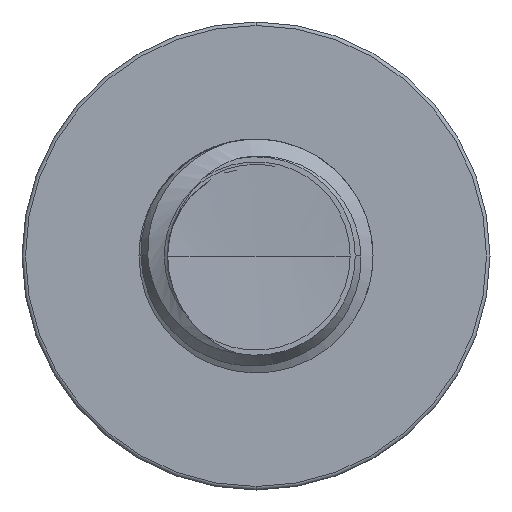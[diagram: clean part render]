
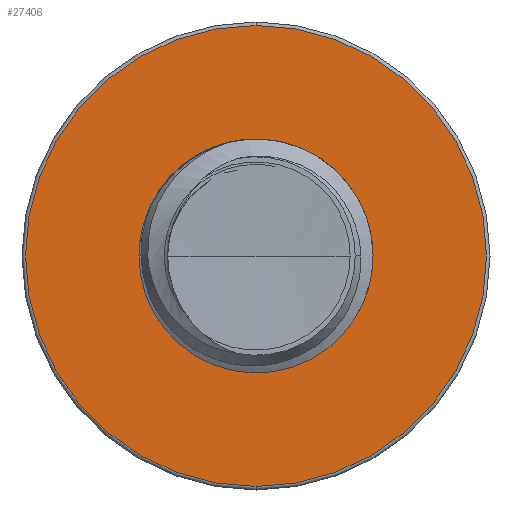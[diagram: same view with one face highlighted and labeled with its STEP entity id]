
A CAD part, front view. The second image highlights one B-rep face of the part: STEP entity #27406.
In plain terms, the highlighted planar face has unit normal (0, -1, 0).
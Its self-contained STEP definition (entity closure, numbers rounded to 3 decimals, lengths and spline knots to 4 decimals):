
#163 = CARTESIAN_POINT ( 'NONE',  ( 0., 7., -1.97 ) ) ;
#692 = AXIS2_PLACEMENT_3D ( 'NONE', #25346, #18294, #4020 ) ;
#1637 = PLANE ( 'NONE',  #692 ) ;
#2013 = VERTEX_POINT ( 'NONE', #10694 ) ;
#2092 = EDGE_LOOP ( 'NONE', ( #30667, #25274 ) ) ;
#2132 = CARTESIAN_POINT ( 'NONE',  ( 0., 7., 0.9692 ) ) ;
#3562 = DIRECTION ( 'NONE',  ( 0., 0., -1. ) ) ;
#3592 = DIRECTION ( 'NONE',  ( 0., -1., 0. ) ) ;
#3628 = CARTESIAN_POINT ( 'NONE',  ( 0., 7., 0. ) ) ;
#3910 = CIRCLE ( 'NONE', #16172, 1.97 ) ;
#4020 = DIRECTION ( 'NONE',  ( 0., 0., -1. ) ) ;
#4314 = FACE_OUTER_BOUND ( 'NONE', #2092, .T. ) ;
#4570 = EDGE_CURVE ( 'NONE', #2013, #5708, #17887, .T. ) ;
#5331 = DIRECTION ( 'NONE',  ( 0., -1., 0. ) ) ;
#5708 = VERTEX_POINT ( 'NONE', #2132 ) ;
#5712 = AXIS2_PLACEMENT_3D ( 'NONE', #3628, #3592, #3562 ) ;
#6247 = EDGE_LOOP ( 'NONE', ( #13487, #26013 ) ) ;
#6355 = CIRCLE ( 'NONE', #11408, 0.9692 ) ;
#8536 = EDGE_CURVE ( 'NONE', #5708, #2013, #6355, .T. ) ;
#10537 = DIRECTION ( 'NONE',  ( 0., -1., 0. ) ) ;
#10694 = CARTESIAN_POINT ( 'NONE',  ( 0., 7., -0.9692 ) ) ;
#11408 = AXIS2_PLACEMENT_3D ( 'NONE', #24594, #10537, #26971 ) ;
#12062 = CARTESIAN_POINT ( 'NONE',  ( 0., 7., 0. ) ) ;
#13487 = ORIENTED_EDGE ( 'NONE', *, *, #4570, .F. ) ;
#14409 = DIRECTION ( 'NONE',  ( 0., 0., -1. ) ) ;
#14629 = AXIS2_PLACEMENT_3D ( 'NONE', #19555, #5331, #21949 ) ;
#16172 = AXIS2_PLACEMENT_3D ( 'NONE', #12062, #28488, #14409 ) ;
#17887 = CIRCLE ( 'NONE', #5712, 0.9692 ) ;
#18294 = DIRECTION ( 'NONE',  ( 0., -1., 0. ) ) ;
#19096 = EDGE_CURVE ( 'NONE', #26982, #23857, #27823, .T. ) ;
#19555 = CARTESIAN_POINT ( 'NONE',  ( 0., 7., 0. ) ) ;
#21949 = DIRECTION ( 'NONE',  ( 0., 0., -1. ) ) ;
#23857 = VERTEX_POINT ( 'NONE', #163 ) ;
#24594 = CARTESIAN_POINT ( 'NONE',  ( 0., 7., 0. ) ) ;
#25274 = ORIENTED_EDGE ( 'NONE', *, *, #19096, .T. ) ;
#25346 = CARTESIAN_POINT ( 'NONE',  ( 0., 7., 0.9692 ) ) ;
#26013 = ORIENTED_EDGE ( 'NONE', *, *, #8536, .F. ) ;
#26971 = DIRECTION ( 'NONE',  ( 0., 0., -1. ) ) ;
#26982 = VERTEX_POINT ( 'NONE', #29756 ) ;
#27406 = ADVANCED_FACE ( 'NONE', ( #4314, #29494 ), #1637, .T. ) ;
#27823 = CIRCLE ( 'NONE', #14629, 1.97 ) ;
#28488 = DIRECTION ( 'NONE',  ( 0., -1., 0. ) ) ;
#28792 = EDGE_CURVE ( 'NONE', #23857, #26982, #3910, .T. ) ;
#29494 = FACE_BOUND ( 'NONE', #6247, .T. ) ;
#29756 = CARTESIAN_POINT ( 'NONE',  ( 0., 7., 1.97 ) ) ;
#30667 = ORIENTED_EDGE ( 'NONE', *, *, #28792, .T. ) ;
